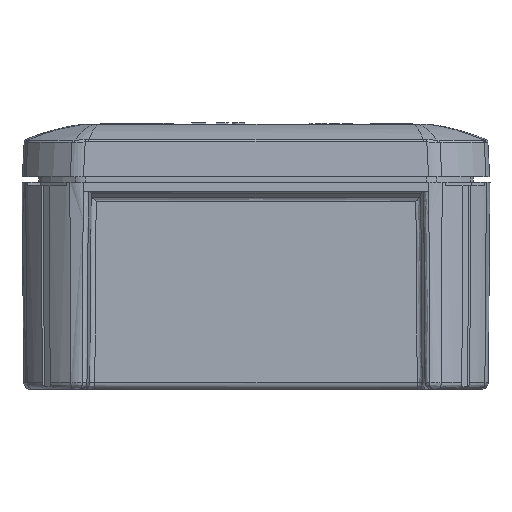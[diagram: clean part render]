
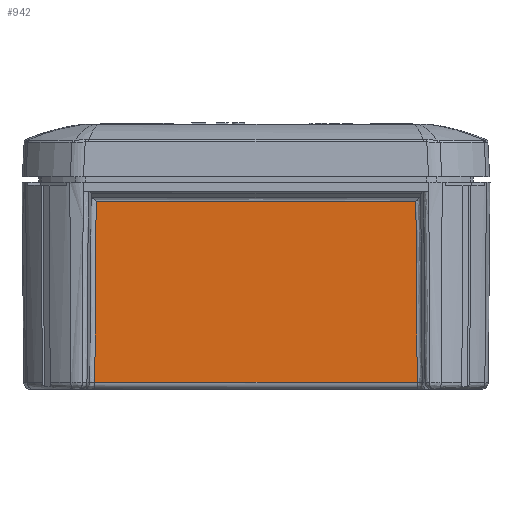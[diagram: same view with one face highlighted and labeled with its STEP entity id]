
A CAD part, front view. The second image highlights one B-rep face of the part: STEP entity #942.
In plain terms, the highlighted planar face has unit normal (0, -1, -0.009).
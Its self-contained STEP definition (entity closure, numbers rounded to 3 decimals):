
#942=ADVANCED_FACE('',(#2519),#24106,.T.);
#2519=FACE_OUTER_BOUND('',#4127,.T.);
#4127=EDGE_LOOP('',(#9307,#9308,#9309,#9310));
#9307=ORIENTED_EDGE('',*,*,#14926,.T.);
#9308=ORIENTED_EDGE('',*,*,#14971,.T.);
#9309=ORIENTED_EDGE('',*,*,#14828,.T.);
#9310=ORIENTED_EDGE('',*,*,#15031,.T.);
#14828=EDGE_CURVE('',#21741,#21742,#19461,.T.);
#14926=EDGE_CURVE('',#21739,#21740,#17282,.T.);
#14971=EDGE_CURVE('',#21740,#21741,#17308,.T.);
#15031=EDGE_CURVE('',#21742,#21739,#17333,.T.);
#17282=(
BOUNDED_CURVE()
B_SPLINE_CURVE(1,(#85461,#85462),.UNSPECIFIED.,.F.,.F.)
B_SPLINE_CURVE_WITH_KNOTS((2,2),(-62.201,0.),.UNSPECIFIED.)
CURVE()
GEOMETRIC_REPRESENTATION_ITEM()
RATIONAL_B_SPLINE_CURVE((1.,1.))
REPRESENTATION_ITEM('')
);
#17308=(
BOUNDED_CURVE()
B_SPLINE_CURVE(1,(#85685,#85686),.UNSPECIFIED.,.F.,.F.)
B_SPLINE_CURVE_WITH_KNOTS((2,2),(0.,34.903),.UNSPECIFIED.)
CURVE()
GEOMETRIC_REPRESENTATION_ITEM()
RATIONAL_B_SPLINE_CURVE((1.,1.))
REPRESENTATION_ITEM('')
);
#17333=(
BOUNDED_CURVE()
B_SPLINE_CURVE(1,(#85919,#85920),.UNSPECIFIED.,.F.,.F.)
B_SPLINE_CURVE_WITH_KNOTS((2,2),(-34.903,0.),.UNSPECIFIED.)
CURVE()
GEOMETRIC_REPRESENTATION_ITEM()
RATIONAL_B_SPLINE_CURVE((1.,1.))
REPRESENTATION_ITEM('')
);
#19461=B_SPLINE_CURVE_WITH_KNOTS('',1,(#84994,#84995),.UNSPECIFIED.,.F.,
 .F.,(2,2),(34.903,96.593),.UNSPECIFIED.);
#21739=VERTEX_POINT('',#84041);
#21740=VERTEX_POINT('',#84042);
#21741=VERTEX_POINT('',#84043);
#21742=VERTEX_POINT('',#84044);
#24106=PLANE('',#24704);
#24704=AXIS2_PLACEMENT_3D('',#60840,#25267,$);
#25267=DIRECTION('',(0.,-1.,-0.009));
#60840=CARTESIAN_POINT('',(-77.606,-40.505,38.508));
#84041=CARTESIAN_POINT('',(-71.269,-40.169,0.));
#84042=CARTESIAN_POINT('',(-9.068,-40.169,0.));
#84043=CARTESIAN_POINT('',(-9.323,-40.473,34.901));
#84044=CARTESIAN_POINT('',(-71.014,-40.473,34.901));
#84994=CARTESIAN_POINT('',(-9.323,-40.473,34.901));
#84995=CARTESIAN_POINT('',(-71.014,-40.473,34.901));
#85461=CARTESIAN_POINT('',(-71.269,-40.169,0.));
#85462=CARTESIAN_POINT('',(-9.068,-40.169,0.));
#85685=CARTESIAN_POINT('',(-9.068,-40.169,0.));
#85686=CARTESIAN_POINT('',(-9.323,-40.473,34.901));
#85919=CARTESIAN_POINT('',(-71.014,-40.473,34.901));
#85920=CARTESIAN_POINT('',(-71.269,-40.169,0.));
